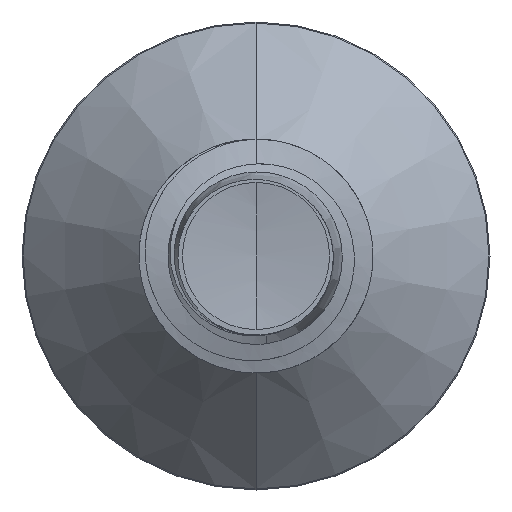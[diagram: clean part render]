
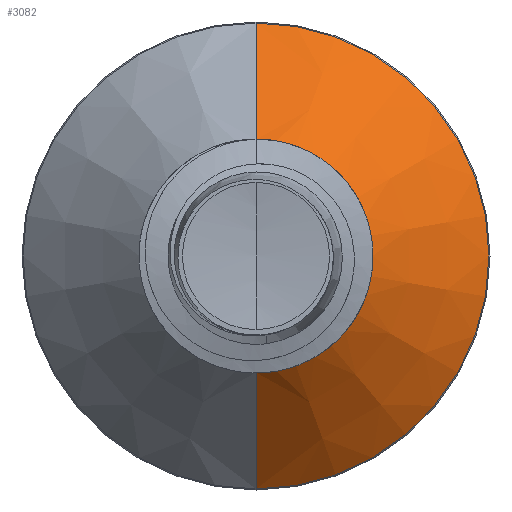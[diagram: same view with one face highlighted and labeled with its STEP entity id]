
A CAD part, front view. The second image highlights one B-rep face of the part: STEP entity #3082.
In plain terms, the highlighted conical face has half-angle 45 degrees and reference radius 0.996 mm.
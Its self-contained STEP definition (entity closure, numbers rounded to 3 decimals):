
#175 = DIRECTION ( 'NONE',  ( 0., 1., 0. ) ) ;
#267 = EDGE_CURVE ( 'NONE', #7988, #4028, #5020, .T. ) ;
#330 = AXIS2_PLACEMENT_3D ( 'NONE', #3346, #8697, #4151 ) ;
#638 = CARTESIAN_POINT ( 'NONE',  ( 0., 2.641, 0. ) ) ;
#1208 = AXIS2_PLACEMENT_3D ( 'NONE', #638, #6142, #1460 ) ;
#1344 = EDGE_CURVE ( 'NONE', #8782, #2616, #7152, .T. ) ;
#1460 = DIRECTION ( 'NONE',  ( 0., 0., 1. ) ) ;
#1641 = ORIENTED_EDGE ( 'NONE', *, *, #2792, .F. ) ;
#1886 = ORIENTED_EDGE ( 'NONE', *, *, #1344, .F. ) ;
#2378 = EDGE_LOOP ( 'NONE', ( #3854, #3506, #1886, #1641 ) ) ;
#2616 = VERTEX_POINT ( 'NONE', #6945 ) ;
#2668 = VECTOR ( 'NONE', #3139, 1000. ) ;
#2792 = EDGE_CURVE ( 'NONE', #7988, #8782, #2896, .T. ) ;
#2849 = EDGE_CURVE ( 'NONE', #4028, #2616, #4752, .T. ) ;
#2896 = LINE ( 'NONE', #3905, #2668 ) ;
#3082 = ADVANCED_FACE ( 'NONE', ( #6780 ), #4006, .T. ) ;
#3139 = DIRECTION ( 'NONE',  ( 0., 0.707, 0.707 ) ) ;
#3346 = CARTESIAN_POINT ( 'NONE',  ( 0., 1.646, 0. ) ) ;
#3456 = AXIS2_PLACEMENT_3D ( 'NONE', #4919, #175, #9425 ) ;
#3506 = ORIENTED_EDGE ( 'NONE', *, *, #2849, .T. ) ;
#3854 = ORIENTED_EDGE ( 'NONE', *, *, #267, .T. ) ;
#3905 = CARTESIAN_POINT ( 'NONE',  ( 0., 1.646, 0.996 ) ) ;
#4006 = CONICAL_SURFACE ( 'NONE', #3456, 0.996, 0.785 ) ;
#4028 = VERTEX_POINT ( 'NONE', #9902 ) ;
#4151 = DIRECTION ( 'NONE',  ( 0., 0., 1. ) ) ;
#4752 = LINE ( 'NONE', #9286, #8535 ) ;
#4919 = CARTESIAN_POINT ( 'NONE',  ( 0., 1.646, 0. ) ) ;
#5020 = CIRCLE ( 'NONE', #330, 0.996 ) ;
#6142 = DIRECTION ( 'NONE',  ( 0., 1., 0. ) ) ;
#6216 = CARTESIAN_POINT ( 'NONE',  ( 0., 2.641, 1.991 ) ) ;
#6780 = FACE_OUTER_BOUND ( 'NONE', #2378, .T. ) ;
#6945 = CARTESIAN_POINT ( 'NONE',  ( 0., 2.641, -1.991 ) ) ;
#7152 = CIRCLE ( 'NONE', #1208, 1.991 ) ;
#7988 = VERTEX_POINT ( 'NONE', #9980 ) ;
#8535 = VECTOR ( 'NONE', #8540, 1000. ) ;
#8540 = DIRECTION ( 'NONE',  ( 0., 0.707, -0.707 ) ) ;
#8697 = DIRECTION ( 'NONE',  ( 0., 1., 0. ) ) ;
#8782 = VERTEX_POINT ( 'NONE', #6216 ) ;
#9286 = CARTESIAN_POINT ( 'NONE',  ( 0., 1.646, -0.996 ) ) ;
#9425 = DIRECTION ( 'NONE',  ( 0., 0., 1. ) ) ;
#9902 = CARTESIAN_POINT ( 'NONE',  ( 0., 1.646, -0.996 ) ) ;
#9980 = CARTESIAN_POINT ( 'NONE',  ( 0., 1.646, 0.996 ) ) ;
